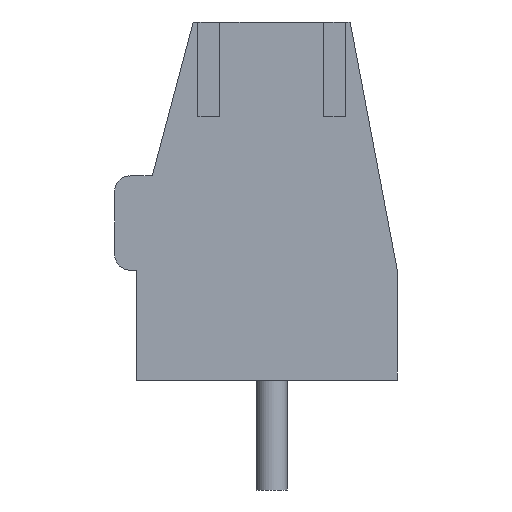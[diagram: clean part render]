
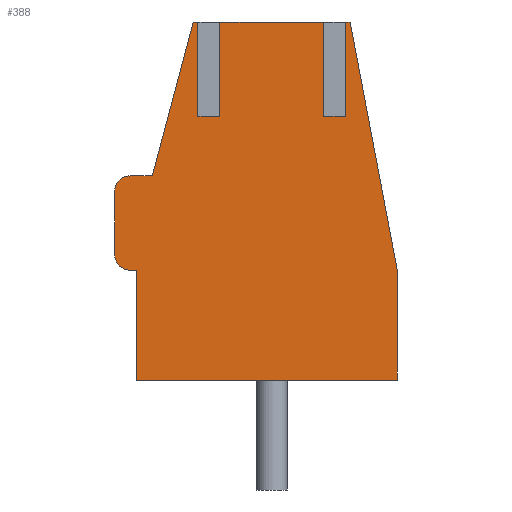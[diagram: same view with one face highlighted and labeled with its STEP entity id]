
A CAD part, front view. The second image highlights one B-rep face of the part: STEP entity #388.
In plain terms, the highlighted planar face has unit normal (0, -1, 0).
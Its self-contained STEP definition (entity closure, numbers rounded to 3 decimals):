
#13=DIRECTION('',(0.,0.,1.));
#14=DIRECTION('',(1.,0.,0.));
#68=VERTEX_POINT('',#69);
#69=CARTESIAN_POINT('',(4.,-20.,0.));
#72=DIRECTION('',(0.,-1.,0.));
#73=ORIENTED_EDGE('',*,*,#74,.T.);
#74=EDGE_CURVE('',#68,#75,#77,.T.);
#75=VERTEX_POINT('',#76);
#76=CARTESIAN_POINT('',(4.,-20.,3.5));
#77=LINE('',#69,#78);
#78=VECTOR('',#13,1.);
#89=DIRECTION('',(-1.,0.,0.));
#98=VECTOR('',#14,1.);
#110=VECTOR('',#89,1.);
#303=VERTEX_POINT('',#304);
#304=CARTESIAN_POINT('',(-4.3,-20.,0.));
#305=ORIENTED_EDGE('',*,*,#306,.T.);
#306=EDGE_CURVE('',#303,#68,#307,.T.);
#307=LINE('',#304,#98);
#315=ORIENTED_EDGE('',*,*,#316,.T.);
#316=EDGE_CURVE('',#75,#317,#319,.T.);
#317=VERTEX_POINT('',#318);
#318=CARTESIAN_POINT('',(2.5,-20.,11.4));
#319=LINE('',#76,#320);
#320=VECTOR('',#321,1.);
#321=DIRECTION('',(-0.187,0.,0.982));
#348=VECTOR('',#349,1.);
#349=DIRECTION('',(-0.256,0.,-0.967));
#367=VECTOR('',#368,1.);
#368=DIRECTION('',(0.,0.,-1.));
#388=ADVANCED_FACE('',(#389),#477,.T.);
#389=FACE_BOUND('',#390,.T.);
#390=EDGE_LOOP('',(#391,#305,#73,#315,#396,#401,#407,#413,#419,#423,#429,#435,#441,#445,#450,#455,#462,#467,#474));
#391=ORIENTED_EDGE('',*,*,#392,.T.);
#392=EDGE_CURVE('',#393,#303,#395,.T.);
#393=VERTEX_POINT('',#394);
#394=CARTESIAN_POINT('',(-4.3,-20.,3.5));
#395=LINE('',#394,#367);
#396=ORIENTED_EDGE('',*,*,#397,.T.);
#397=EDGE_CURVE('',#317,#398,#400,.T.);
#398=VERTEX_POINT('',#399);
#399=CARTESIAN_POINT('',(2.35,-20.,11.4));
#400=LINE('',#318,#110);
#401=ORIENTED_EDGE('',*,*,#402,.F.);
#402=EDGE_CURVE('',#403,#398,#405,.T.);
#403=VERTEX_POINT('',#404);
#404=CARTESIAN_POINT('',(2.35,-20.,8.4));
#405=LINE('',#406,#78);
#406=CARTESIAN_POINT('',(2.35,-20.,6.809));
#407=ORIENTED_EDGE('',*,*,#408,.T.);
#408=EDGE_CURVE('',#403,#409,#411,.T.);
#409=VERTEX_POINT('',#410);
#410=CARTESIAN_POINT('',(1.65,-20.,8.4));
#411=LINE('',#412,#110);
#412=CARTESIAN_POINT('',(0.648,-20.,8.4));
#413=ORIENTED_EDGE('',*,*,#414,.T.);
#414=EDGE_CURVE('',#409,#415,#417,.T.);
#415=VERTEX_POINT('',#416);
#416=CARTESIAN_POINT('',(1.65,-20.,11.4));
#417=LINE('',#418,#78);
#418=CARTESIAN_POINT('',(1.65,-20.,6.809));
#419=ORIENTED_EDGE('',*,*,#420,.T.);
#420=EDGE_CURVE('',#415,#421,#400,.T.);
#421=VERTEX_POINT('',#422);
#422=CARTESIAN_POINT('',(-1.65,-20.,11.4));
#423=ORIENTED_EDGE('',*,*,#424,.F.);
#424=EDGE_CURVE('',#425,#421,#427,.T.);
#425=VERTEX_POINT('',#426);
#426=CARTESIAN_POINT('',(-1.65,-20.,8.4));
#427=LINE('',#428,#78);
#428=CARTESIAN_POINT('',(-1.65,-20.,6.809));
#429=ORIENTED_EDGE('',*,*,#430,.T.);
#430=EDGE_CURVE('',#425,#431,#433,.T.);
#431=VERTEX_POINT('',#432);
#432=CARTESIAN_POINT('',(-2.35,-20.,8.4));
#433=LINE('',#434,#110);
#434=CARTESIAN_POINT('',(-1.352,-20.,8.4));
#435=ORIENTED_EDGE('',*,*,#436,.T.);
#436=EDGE_CURVE('',#431,#437,#439,.T.);
#437=VERTEX_POINT('',#438);
#438=CARTESIAN_POINT('',(-2.35,-20.,11.4));
#439=LINE('',#440,#78);
#440=CARTESIAN_POINT('',(-2.35,-20.,6.809));
#441=ORIENTED_EDGE('',*,*,#442,.T.);
#442=EDGE_CURVE('',#437,#443,#400,.T.);
#443=VERTEX_POINT('',#444);
#444=CARTESIAN_POINT('',(-2.5,-20.,11.4));
#445=ORIENTED_EDGE('',*,*,#446,.T.);
#446=EDGE_CURVE('',#443,#447,#449,.T.);
#447=VERTEX_POINT('',#448);
#448=CARTESIAN_POINT('',(-3.8,-20.,6.5));
#449=LINE('',#444,#348);
#450=ORIENTED_EDGE('',*,*,#451,.T.);
#451=EDGE_CURVE('',#447,#452,#454,.T.);
#452=VERTEX_POINT('',#453);
#453=CARTESIAN_POINT('',(-4.5,-20.,6.5));
#454=LINE('',#448,#110);
#455=ORIENTED_EDGE('',*,*,#456,.T.);
#456=EDGE_CURVE('',#452,#457,#459,.T.);
#457=VERTEX_POINT('',#458);
#458=CARTESIAN_POINT('',(-5.,-20.,6.));
#459=ELLIPSE('',#460,0.5,0.5);
#460=AXIS2_PLACEMENT_3D('',#461,#72,#14);
#461=CARTESIAN_POINT('',(-4.5,-20.,6.));
#462=ORIENTED_EDGE('',*,*,#463,.T.);
#463=EDGE_CURVE('',#457,#464,#466,.T.);
#464=VERTEX_POINT('',#465);
#465=CARTESIAN_POINT('',(-5.,-20.,4.));
#466=LINE('',#458,#367);
#467=ORIENTED_EDGE('',*,*,#468,.T.);
#468=EDGE_CURVE('',#464,#469,#471,.T.);
#469=VERTEX_POINT('',#470);
#470=CARTESIAN_POINT('',(-4.5,-20.,3.5));
#471=ELLIPSE('',#472,0.5,0.5);
#472=AXIS2_PLACEMENT_3D('',#473,#72,#14);
#473=CARTESIAN_POINT('',(-4.5,-20.,4.));
#474=ORIENTED_EDGE('',*,*,#475,.T.);
#475=EDGE_CURVE('',#469,#393,#476,.T.);
#476=LINE('',#470,#98);
#477=PLANE('',#478);
#478=AXIS2_PLACEMENT_3D('',#479,#72,#368);
#479=CARTESIAN_POINT('',(-0.354,-20.,5.217));
